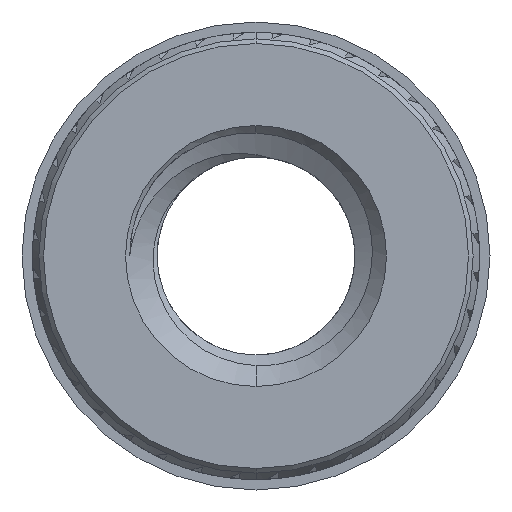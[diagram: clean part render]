
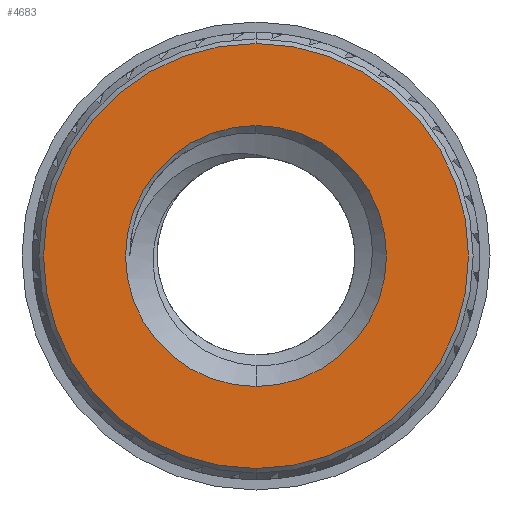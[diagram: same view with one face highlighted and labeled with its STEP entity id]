
A CAD part, front view. The second image highlights one B-rep face of the part: STEP entity #4683.
In plain terms, the highlighted planar face has unit normal (0, -1, 0).
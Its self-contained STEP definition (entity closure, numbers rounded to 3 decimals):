
#316 = CARTESIAN_POINT ( 'NONE',  ( 0., -3.8, -1.55 ) ) ;
#508 = PLANE ( 'NONE',  #2073 ) ;
#658 = EDGE_CURVE ( 'NONE', #11068, #5511, #2835, .T. ) ;
#1448 = DIRECTION ( 'NONE',  ( 0., 0., 1. ) ) ;
#2056 = FACE_BOUND ( 'NONE', #9810, .T. ) ;
#2073 = AXIS2_PLACEMENT_3D ( 'NONE', #4165, #6908, #1448 ) ;
#2131 = CIRCLE ( 'NONE', #5387, 1.55 ) ;
#2681 = CARTESIAN_POINT ( 'NONE',  ( 0., -3.8, 0. ) ) ;
#2686 = CARTESIAN_POINT ( 'NONE',  ( 0., -3.8, 0. ) ) ;
#2835 = CIRCLE ( 'NONE', #5014, 2.525 ) ;
#3294 = EDGE_CURVE ( 'NONE', #5511, #11068, #5478, .T. ) ;
#3590 = DIRECTION ( 'NONE',  ( 0., 0., 1. ) ) ;
#3599 = DIRECTION ( 'NONE',  ( 0., 0., 1. ) ) ;
#3667 = CARTESIAN_POINT ( 'NONE',  ( 0., -3.8, -2.525 ) ) ;
#3823 = DIRECTION ( 'NONE',  ( 0., 1., 0. ) ) ;
#4165 = CARTESIAN_POINT ( 'NONE',  ( 0., -3.8, 0. ) ) ;
#4240 = AXIS2_PLACEMENT_3D ( 'NONE', #9285, #3823, #10196 ) ;
#4405 = CIRCLE ( 'NONE', #4240, 1.55 ) ;
#4469 = FACE_OUTER_BOUND ( 'NONE', #7513, .T. ) ;
#4683 = ADVANCED_FACE ( 'NONE', ( #2056, #4469 ), #508, .F. ) ;
#4820 = ORIENTED_EDGE ( 'NONE', *, *, #6136, .T. ) ;
#5014 = AXIS2_PLACEMENT_3D ( 'NONE', #2686, #9050, #3599 ) ;
#5299 = CARTESIAN_POINT ( 'NONE',  ( 0., -3.8, 2.525 ) ) ;
#5373 = CARTESIAN_POINT ( 'NONE',  ( 0., -3.8, 0. ) ) ;
#5387 = AXIS2_PLACEMENT_3D ( 'NONE', #2681, #9043, #3590 ) ;
#5478 = CIRCLE ( 'NONE', #11050, 2.525 ) ;
#5511 = VERTEX_POINT ( 'NONE', #3667 ) ;
#5675 = VERTEX_POINT ( 'NONE', #316 ) ;
#6136 = EDGE_CURVE ( 'NONE', #5675, #10332, #4405, .T. ) ;
#6306 = DIRECTION ( 'NONE',  ( 0., 0., 1. ) ) ;
#6651 = EDGE_CURVE ( 'NONE', #10332, #5675, #2131, .T. ) ;
#6908 = DIRECTION ( 'NONE',  ( 0., 1., 0. ) ) ;
#7513 = EDGE_LOOP ( 'NONE', ( #11286, #10048 ) ) ;
#8031 = ORIENTED_EDGE ( 'NONE', *, *, #6651, .T. ) ;
#9043 = DIRECTION ( 'NONE',  ( 0., 1., 0. ) ) ;
#9050 = DIRECTION ( 'NONE',  ( 0., 1., 0. ) ) ;
#9285 = CARTESIAN_POINT ( 'NONE',  ( 0., -3.8, 0. ) ) ;
#9810 = EDGE_LOOP ( 'NONE', ( #4820, #8031 ) ) ;
#10048 = ORIENTED_EDGE ( 'NONE', *, *, #658, .F. ) ;
#10196 = DIRECTION ( 'NONE',  ( 0., 0., 1. ) ) ;
#10332 = VERTEX_POINT ( 'NONE', #10807 ) ;
#10807 = CARTESIAN_POINT ( 'NONE',  ( 0., -3.8, 1.55 ) ) ;
#11050 = AXIS2_PLACEMENT_3D ( 'NONE', #5373, #11733, #6306 ) ;
#11068 = VERTEX_POINT ( 'NONE', #5299 ) ;
#11286 = ORIENTED_EDGE ( 'NONE', *, *, #3294, .F. ) ;
#11733 = DIRECTION ( 'NONE',  ( 0., 1., 0. ) ) ;
